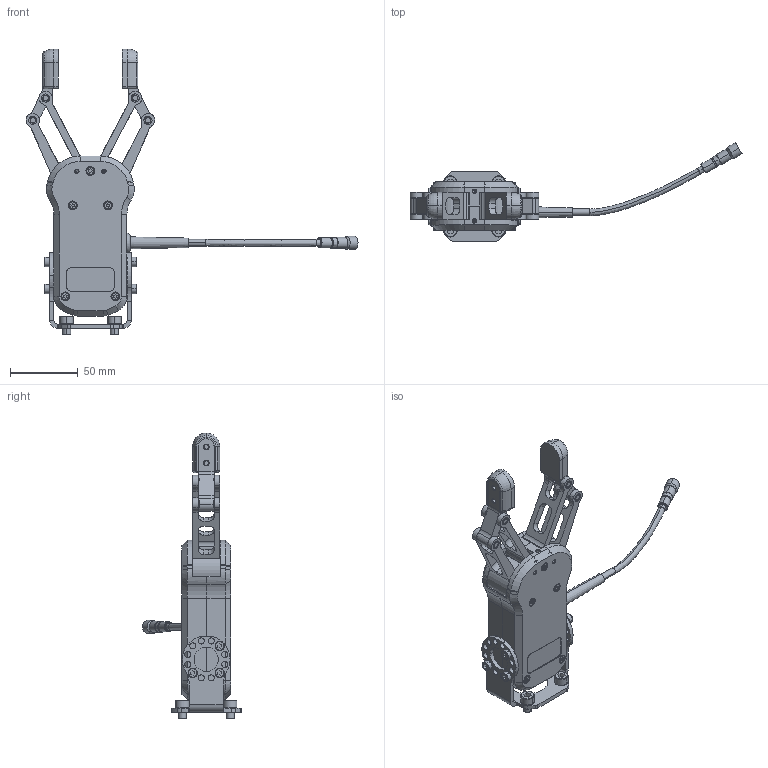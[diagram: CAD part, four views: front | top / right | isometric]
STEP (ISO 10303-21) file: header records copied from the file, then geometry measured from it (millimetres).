
FILE_DESCRIPTION (( 'STEP AP214' ), '1' );
FILE_NAME ('11001 - RG2 Gripper 3DModel.STEP', '2015-09-02T09:14:04', ( '' ), ( '' ), 'SwSTEP 2.0', 'SolidWorks 2013', '' );
FILE_SCHEMA (( 'AUTOMOTIVE_DESIGN' ));
Length unit declared in the file: millimetre
Products named in the file (16): Grommet Sleeve Skiffy 438001059907_mockup; M3x6 undersænket BN 3803 art3061682; Light guide Ø1,63 Farnell 1867012; tool connector RSMEDG8 Male_mockup; RG2 Truss arm r03_mockup1; RG2 moment arm r02_mockup1; RG2 Kabinet Bund r06_Mockup; RG2 Flex Finger r04_Mockup; RG2 finger tip r01_muckup1; RG2 Kabinet Top r06_Mockup; 11001 - RG2 Gripper 3DModel; RG2 gripper coupling assembly; M6x8 BN272 art 1000578; M4x8 BN272 art 1000179; RG2 gripper coupling r03; Connector cable RKMV 8-354_mockup
Assembly tree (31 placements, depth 3):
  11001 - RG2 Gripper 3DModel
    RG2 Kabinet Top r06_Mockup
    RG2 finger tip r01_muckup1  x2
    RG2 Flex Finger r04_Mockup  x2
    RG2 Kabinet Bund r06_Mockup
    RG2 moment arm r02_mockup1  x2
    RG2 Truss arm r03_mockup1  x2
    tool connector RSMEDG8 Male_mockup
    Light guide Ø1,63 Farnell 1867012
    M3x6 undersænket BN 3803 art3061682  x5
    Grommet Sleeve Skiffy 438001059907_mockup
    Connector cable RKMV 8-354_mockup
    RG2 gripper coupling assembly
      RG2 gripper coupling r03
      M4x8 BN272 art 1000179  x6
      M6x8 BN272 art 1000578  x4
Bounding box: 245.48 x 73.11 x 211.38 mm (x, y, z)
Volume: 264512.5 mm3; surface area: 88673.7 mm2
Topology: 38 solids, 38 shells, 1242 faces, 2977 edges, 1859 vertices
Faces by surface type: cylinder 568, plane 403, cone 137, torus 124, bspline 10
Entity records: 24704 total; most frequent: CARTESIAN_POINT 4417, DIRECTION 4256, ORIENTED_EDGE 3630, EDGE_CURVE 1815, AXIS2_PLACEMENT_3D 1705, VERTEX_POINT 1153, CIRCLE 924, EDGE_LOOP 894
